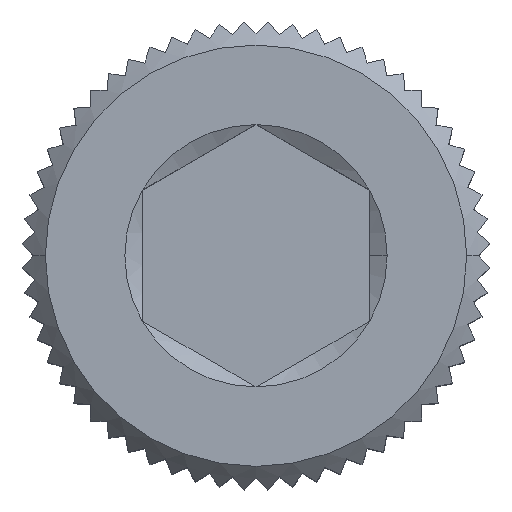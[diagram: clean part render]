
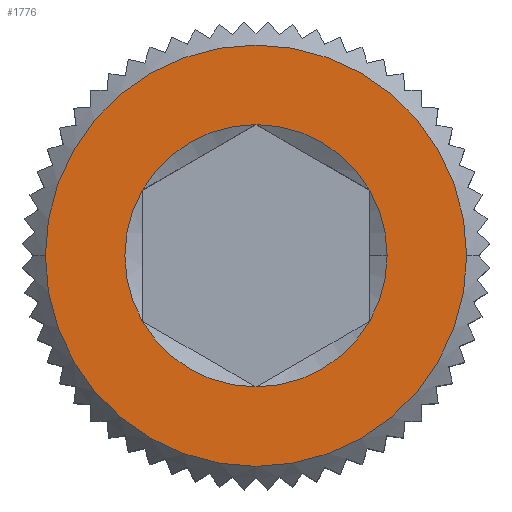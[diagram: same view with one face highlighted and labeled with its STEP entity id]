
A CAD part, top view. The second image highlights one B-rep face of the part: STEP entity #1776.
In plain terms, the highlighted planar face has unit normal (0, 0, 1).
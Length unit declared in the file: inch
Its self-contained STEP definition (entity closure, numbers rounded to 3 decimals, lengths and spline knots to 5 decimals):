
#223 = CARTESIAN_POINT ( 'NONE',  ( 0., 0., 0.237 ) ) ;
#321 = EDGE_LOOP ( 'NONE', ( #9456, #8617 ) ) ;
#435 = CIRCLE ( 'NONE', #9672, 0.04511 ) ;
#665 = EDGE_CURVE ( 'NONE', #1273, #4138, #764, .T. ) ;
#696 = EDGE_CURVE ( 'NONE', #9621, #10502, #7857, .T. ) ;
#764 = CIRCLE ( 'NONE', #9241, 0.04511 ) ;
#826 = DIRECTION ( 'NONE',  ( 0., 0., 1. ) ) ;
#903 = CARTESIAN_POINT ( 'NONE',  ( -0.07245, 0., 0.237 ) ) ;
#1010 = EDGE_LOOP ( 'NONE', ( #5582, #8075, #5332, #8086, #1078, #3472, #8033 ) ) ;
#1078 = ORIENTED_EDGE ( 'NONE', *, *, #10841, .F. ) ;
#1242 = CARTESIAN_POINT ( 'NONE',  ( 0., 0.04511, 0.237 ) ) ;
#1273 = VERTEX_POINT ( 'NONE', #1295 ) ;
#1295 = CARTESIAN_POINT ( 'NONE',  ( 0.03906, -0.02255, 0.237 ) ) ;
#1443 = AXIS2_PLACEMENT_3D ( 'NONE', #4205, #9525, #10383 ) ;
#1621 = DIRECTION ( 'NONE',  ( 1., 0., 0. ) ) ;
#1710 = CARTESIAN_POINT ( 'NONE',  ( 0., 0., 0.237 ) ) ;
#1743 = DIRECTION ( 'NONE',  ( 1., 0., 0. ) ) ;
#1776 = ADVANCED_FACE ( 'NONE', ( #7176, #9098 ), #9451, .T. ) ;
#1942 = EDGE_CURVE ( 'NONE', #6733, #4796, #11214, .T. ) ;
#2326 = CARTESIAN_POINT ( 'NONE',  ( 0.07245, 0., 0.237 ) ) ;
#2368 = DIRECTION ( 'NONE',  ( 1., 0., 0. ) ) ;
#2548 = CARTESIAN_POINT ( 'NONE',  ( 0., -0.04511, 0.237 ) ) ;
#2660 = CARTESIAN_POINT ( 'NONE',  ( 0., 0., 0.237 ) ) ;
#3046 = CIRCLE ( 'NONE', #5499, 0.07245 ) ;
#3089 = VERTEX_POINT ( 'NONE', #903 ) ;
#3296 = AXIS2_PLACEMENT_3D ( 'NONE', #10659, #8026, #1743 ) ;
#3472 = ORIENTED_EDGE ( 'NONE', *, *, #696, .F. ) ;
#3514 = AXIS2_PLACEMENT_3D ( 'NONE', #10170, #8504, #6590 ) ;
#3611 = DIRECTION ( 'NONE',  ( 1., 0., 0. ) ) ;
#3802 = DIRECTION ( 'NONE',  ( 0., 0., 1. ) ) ;
#4034 = AXIS2_PLACEMENT_3D ( 'NONE', #4113, #4999, #2368 ) ;
#4113 = CARTESIAN_POINT ( 'NONE',  ( 0., 0., 0.237 ) ) ;
#4138 = VERTEX_POINT ( 'NONE', #11387 ) ;
#4205 = CARTESIAN_POINT ( 'NONE',  ( 0., 0.0805, 0.237 ) ) ;
#4549 = VERTEX_POINT ( 'NONE', #2548 ) ;
#4687 = DIRECTION ( 'NONE',  ( 1., 0., 0. ) ) ;
#4796 = VERTEX_POINT ( 'NONE', #1242 ) ;
#4999 = DIRECTION ( 'NONE',  ( 0., 0., 1. ) ) ;
#5320 = DIRECTION ( 'NONE',  ( 1., 0., 0. ) ) ;
#5332 = ORIENTED_EDGE ( 'NONE', *, *, #665, .F. ) ;
#5446 = EDGE_CURVE ( 'NONE', #3089, #6509, #3046, .T. ) ;
#5458 = DIRECTION ( 'NONE',  ( 0., 0., 1. ) ) ;
#5499 = AXIS2_PLACEMENT_3D ( 'NONE', #8311, #10051, #7405 ) ;
#5582 = ORIENTED_EDGE ( 'NONE', *, *, #1942, .F. ) ;
#5631 = CARTESIAN_POINT ( 'NONE',  ( -0.03906, -0.02255, 0.237 ) ) ;
#5692 = CARTESIAN_POINT ( 'NONE',  ( 0., 0., 0.237 ) ) ;
#6343 = AXIS2_PLACEMENT_3D ( 'NONE', #2660, #6948, #1621 ) ;
#6451 = DIRECTION ( 'NONE',  ( 0., 0., 1. ) ) ;
#6491 = EDGE_CURVE ( 'NONE', #4138, #6733, #8147, .T. ) ;
#6509 = VERTEX_POINT ( 'NONE', #2326 ) ;
#6590 = DIRECTION ( 'NONE',  ( 1., 0., 0. ) ) ;
#6733 = VERTEX_POINT ( 'NONE', #10008 ) ;
#6948 = DIRECTION ( 'NONE',  ( 0., 0., 1. ) ) ;
#7176 = FACE_OUTER_BOUND ( 'NONE', #321, .T. ) ;
#7405 = DIRECTION ( 'NONE',  ( 1., 0., 0. ) ) ;
#7472 = DIRECTION ( 'NONE',  ( 1., 0., 0. ) ) ;
#7718 = CIRCLE ( 'NONE', #3296, 0.04511 ) ;
#7728 = EDGE_CURVE ( 'NONE', #4549, #1273, #7718, .T. ) ;
#7773 = AXIS2_PLACEMENT_3D ( 'NONE', #10609, #826, #5320 ) ;
#7857 = CIRCLE ( 'NONE', #7903, 0.04511 ) ;
#7903 = AXIS2_PLACEMENT_3D ( 'NONE', #223, #6451, #7472 ) ;
#8026 = DIRECTION ( 'NONE',  ( 0., 0., 1. ) ) ;
#8033 = ORIENTED_EDGE ( 'NONE', *, *, #9485, .F. ) ;
#8075 = ORIENTED_EDGE ( 'NONE', *, *, #6491, .F. ) ;
#8086 = ORIENTED_EDGE ( 'NONE', *, *, #7728, .F. ) ;
#8147 = CIRCLE ( 'NONE', #4034, 0.04511 ) ;
#8311 = CARTESIAN_POINT ( 'NONE',  ( 0., 0., 0.237 ) ) ;
#8394 = CIRCLE ( 'NONE', #3514, 0.07245 ) ;
#8459 = EDGE_CURVE ( 'NONE', #6509, #3089, #8394, .T. ) ;
#8504 = DIRECTION ( 'NONE',  ( 0., 0., 1. ) ) ;
#8617 = ORIENTED_EDGE ( 'NONE', *, *, #8459, .T. ) ;
#9098 = FACE_BOUND ( 'NONE', #1010, .T. ) ;
#9241 = AXIS2_PLACEMENT_3D ( 'NONE', #5692, #3802, #4687 ) ;
#9451 = PLANE ( 'NONE',  #1443 ) ;
#9456 = ORIENTED_EDGE ( 'NONE', *, *, #5446, .T. ) ;
#9485 = EDGE_CURVE ( 'NONE', #4796, #9621, #10044, .T. ) ;
#9525 = DIRECTION ( 'NONE',  ( 0., 0., 1. ) ) ;
#9621 = VERTEX_POINT ( 'NONE', #10688 ) ;
#9672 = AXIS2_PLACEMENT_3D ( 'NONE', #1710, #5458, #3611 ) ;
#10008 = CARTESIAN_POINT ( 'NONE',  ( 0.03906, 0.02255, 0.237 ) ) ;
#10044 = CIRCLE ( 'NONE', #6343, 0.04511 ) ;
#10051 = DIRECTION ( 'NONE',  ( 0., 0., 1. ) ) ;
#10170 = CARTESIAN_POINT ( 'NONE',  ( 0., 0., 0.237 ) ) ;
#10383 = DIRECTION ( 'NONE',  ( 1., 0., 0. ) ) ;
#10502 = VERTEX_POINT ( 'NONE', #5631 ) ;
#10609 = CARTESIAN_POINT ( 'NONE',  ( 0., 0., 0.237 ) ) ;
#10659 = CARTESIAN_POINT ( 'NONE',  ( 0., 0., 0.237 ) ) ;
#10688 = CARTESIAN_POINT ( 'NONE',  ( -0.03906, 0.02255, 0.237 ) ) ;
#10841 = EDGE_CURVE ( 'NONE', #10502, #4549, #435, .T. ) ;
#11214 = CIRCLE ( 'NONE', #7773, 0.04511 ) ;
#11387 = CARTESIAN_POINT ( 'NONE',  ( 0.04511, 0., 0.237 ) ) ;
